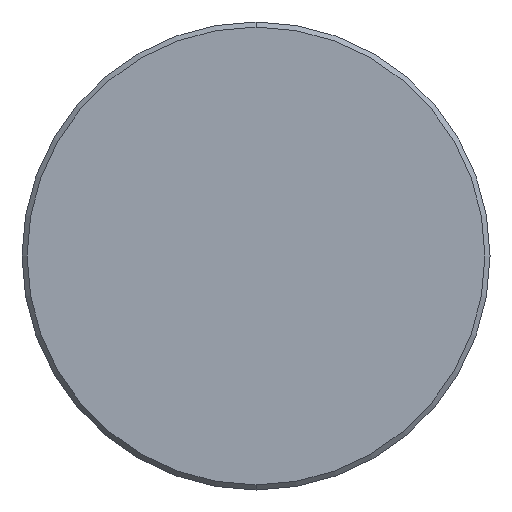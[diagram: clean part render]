
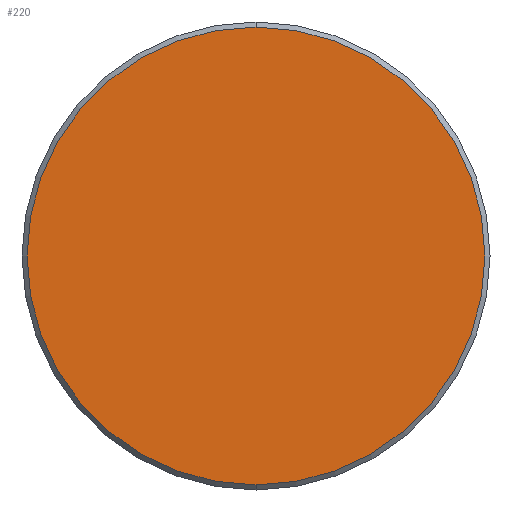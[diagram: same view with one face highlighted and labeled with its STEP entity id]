
A CAD part, front view. The second image highlights one B-rep face of the part: STEP entity #220.
In plain terms, the highlighted planar face has unit normal (0, -1, 0).
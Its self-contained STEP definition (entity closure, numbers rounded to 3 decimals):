
#15 = CIRCLE ( 'NONE', #120, 45.2 ) ;
#20 = EDGE_LOOP ( 'NONE', ( #358, #214 ) ) ;
#31 = DIRECTION ( 'NONE',  ( 0., -1., 0. ) ) ;
#42 = DIRECTION ( 'NONE',  ( 0., -1., 0. ) ) ;
#65 = CARTESIAN_POINT ( 'NONE',  ( 0., 0., 0. ) ) ;
#78 = AXIS2_PLACEMENT_3D ( 'NONE', #203, #42, #173 ) ;
#84 = VERTEX_POINT ( 'NONE', #97 ) ;
#96 = DIRECTION ( 'NONE',  ( 0., 0., 1. ) ) ;
#97 = CARTESIAN_POINT ( 'NONE',  ( 0., 0., -45.2 ) ) ;
#108 = CARTESIAN_POINT ( 'NONE',  ( 0., 0., 45.2 ) ) ;
#120 = AXIS2_PLACEMENT_3D ( 'NONE', #65, #31, #96 ) ;
#135 = EDGE_CURVE ( 'NONE', #237, #84, #15, .T. ) ;
#166 = AXIS2_PLACEMENT_3D ( 'NONE', #391, #353, #300 ) ;
#171 = PLANE ( 'NONE',  #166 ) ;
#173 = DIRECTION ( 'NONE',  ( 0., 0., 1. ) ) ;
#203 = CARTESIAN_POINT ( 'NONE',  ( 0., 0., 0. ) ) ;
#214 = ORIENTED_EDGE ( 'NONE', *, *, #294, .T. ) ;
#220 = ADVANCED_FACE ( 'NONE', ( #268 ), #171, .F. ) ;
#237 = VERTEX_POINT ( 'NONE', #108 ) ;
#268 = FACE_OUTER_BOUND ( 'NONE', #20, .T. ) ;
#294 = EDGE_CURVE ( 'NONE', #84, #237, #299, .T. ) ;
#299 = CIRCLE ( 'NONE', #78, 45.2 ) ;
#300 = DIRECTION ( 'NONE',  ( 0., 0., 1. ) ) ;
#353 = DIRECTION ( 'NONE',  ( 0., 1., 0. ) ) ;
#358 = ORIENTED_EDGE ( 'NONE', *, *, #135, .T. ) ;
#391 = CARTESIAN_POINT ( 'NONE',  ( 0., 0., 0. ) ) ;
